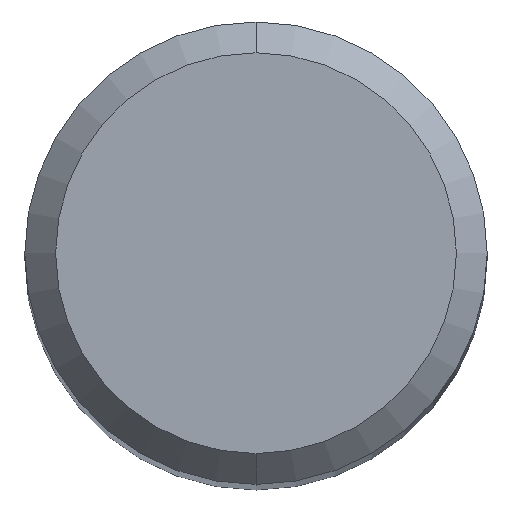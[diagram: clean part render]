
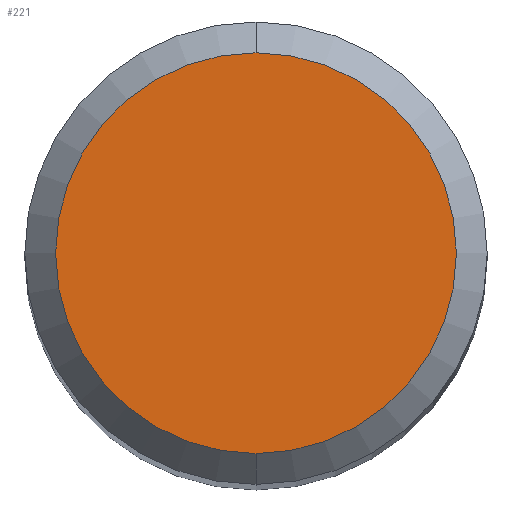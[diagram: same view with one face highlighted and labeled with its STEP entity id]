
A CAD part, top view. The second image highlights one B-rep face of the part: STEP entity #221.
In plain terms, the highlighted planar face has unit normal (0, 0, 1).
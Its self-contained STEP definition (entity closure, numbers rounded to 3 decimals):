
#221=ADVANCED_FACE('',(#516),#517,.T.);
#235=VERTEX_POINT('',#533);
#249=EDGE_CURVE('',#293,#235,#548,.T.);
#279=EDGE_CURVE('',#235,#293,#580,.T.);
#293=VERTEX_POINT('',#597);
#516=FACE_OUTER_BOUND('',#885,.T.);
#517=PLANE('',#886);
#533=CARTESIAN_POINT('',(0.0,2.6,40.788));
#548=CIRCLE('',#958,2.6);
#580=CIRCLE('',#1070,2.6);
#597=CARTESIAN_POINT('',(0.,-2.6,40.788));
#885=EDGE_LOOP('',(#1462,#1463));
#886=AXIS2_PLACEMENT_3D('',#1464,#1465,#1466);
#958=AXIS2_PLACEMENT_3D('',#1503,#1504,#1505);
#1070=AXIS2_PLACEMENT_3D('',#1535,#1536,#1537);
#1462=ORIENTED_EDGE('',*,*,#279,.F.);
#1463=ORIENTED_EDGE('',*,*,#249,.F.);
#1464=CARTESIAN_POINT('',(0.0,1.3,40.788));
#1465=DIRECTION('',(-0.0,0.0,1.0));
#1466=DIRECTION('',(0.0,-1.0,0.0));
#1503=CARTESIAN_POINT('',(0.0,0.0,40.788));
#1504=DIRECTION('',(0.0,0.0,-1.0));
#1505=DIRECTION('',(0.0,1.0,0.0));
#1535=CARTESIAN_POINT('',(0.0,0.0,40.788));
#1536=DIRECTION('',(0.0,0.0,-1.0));
#1537=DIRECTION('',(0.0,1.0,0.0));
